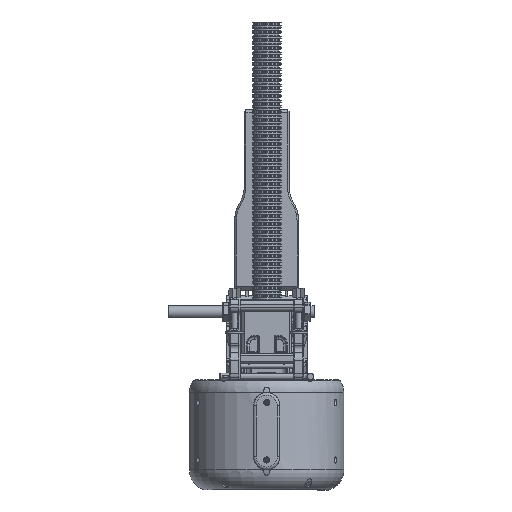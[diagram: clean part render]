
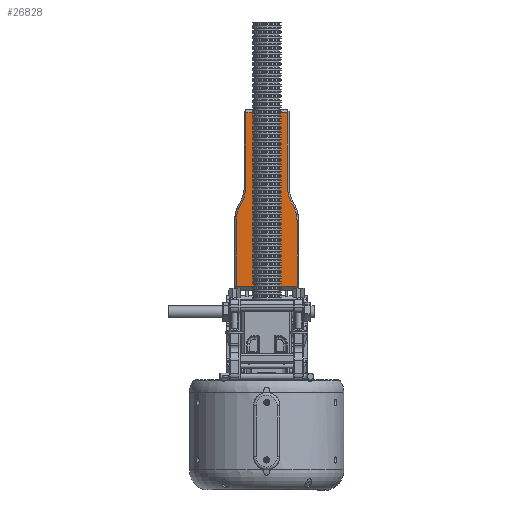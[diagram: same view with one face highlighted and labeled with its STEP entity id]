
A CAD part, front view. The second image highlights one B-rep face of the part: STEP entity #26828.
In plain terms, the highlighted planar face has unit normal (0, -1, 0).
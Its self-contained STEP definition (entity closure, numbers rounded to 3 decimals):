
#484 = CARTESIAN_POINT ( 'NONE',  ( -189.433, 364.518, 595.383 ) ) ;
#1482 = ORIENTED_EDGE ( 'NONE', *, *, #41263, .F. ) ;
#2540 = CARTESIAN_POINT ( 'NONE',  ( -222.231, 364.518, 269.383 ) ) ;
#3622 = VECTOR ( 'NONE', #131213, 1000. ) ;
#3799 = VERTEX_POINT ( 'NONE', #169532 ) ;
#5628 = LINE ( 'NONE', #8414, #135900 ) ;
#7409 = CARTESIAN_POINT ( 'NONE',  ( -229.183, 364.518, 392.735 ) ) ;
#7520 = CIRCLE ( 'NONE', #183184, 63. ) ;
#8414 = CARTESIAN_POINT ( 'NONE',  ( -211.183, 364.518, 456.698 ) ) ;
#11136 = CARTESIAN_POINT ( 'NONE',  ( -189.433, 364.518, 595.383 ) ) ;
#11836 = DIRECTION ( 'NONE',  ( 0., -1., 0. ) ) ;
#11944 = LINE ( 'NONE', #182988, #25845 ) ;
#12842 = LINE ( 'NONE', #111025, #167994 ) ;
#13413 = CARTESIAN_POINT ( 'NONE',  ( -229.183, 364.518, 269.383 ) ) ;
#13780 = ORIENTED_EDGE ( 'NONE', *, *, #159241, .T. ) ;
#16360 = EDGE_CURVE ( 'NONE', #165375, #26014, #177537, .T. ) ;
#17711 = VECTOR ( 'NONE', #22345, 1000. ) ;
#19732 = EDGE_CURVE ( 'NONE', #61991, #99364, #106770, .T. ) ;
#22345 = DIRECTION ( 'NONE',  ( -0.461, 0., -0.887 ) ) ;
#22432 = VECTOR ( 'NONE', #83766, 1000. ) ;
#22787 = CARTESIAN_POINT ( 'NONE',  ( -211.183, 364.518, 456.698 ) ) ;
#25845 = VECTOR ( 'NONE', #127791, 1000. ) ;
#26014 = VERTEX_POINT ( 'NONE', #162368 ) ;
#26246 = VERTEX_POINT ( 'NONE', #85540 ) ;
#26265 = CARTESIAN_POINT ( 'NONE',  ( -133.183, 364.518, 595.383 ) ) ;
#26828 = ADVANCED_FACE ( 'NONE', ( #113570 ), #142427, .T. ) ;
#29583 = VERTEX_POINT ( 'NONE', #155143 ) ;
#29901 = AXIS2_PLACEMENT_3D ( 'NONE', #175446, #35170, #146461 ) ;
#31138 = CARTESIAN_POINT ( 'NONE',  ( -121.596, 364.518, 419.001 ) ) ;
#34500 = ORIENTED_EDGE ( 'NONE', *, *, #16360, .T. ) ;
#35170 = DIRECTION ( 'NONE',  ( 0., 1., 0. ) ) ;
#35804 = AXIS2_PLACEMENT_3D ( 'NONE', #173095, #45034, #102058 ) ;
#37345 = ORIENTED_EDGE ( 'NONE', *, *, #118097, .F. ) ;
#37963 = ORIENTED_EDGE ( 'NONE', *, *, #45771, .T. ) ;
#38533 = LINE ( 'NONE', #64830, #143591 ) ;
#41263 = EDGE_CURVE ( 'NONE', #146101, #99364, #12842, .T. ) ;
#41564 = EDGE_CURVE ( 'NONE', #166496, #26246, #153724, .T. ) ;
#42436 = ORIENTED_EDGE ( 'NONE', *, *, #107074, .F. ) ;
#45034 = DIRECTION ( 'NONE',  ( 0., -1., 0. ) ) ;
#45093 = DIRECTION ( 'NONE',  ( 0., 0., -1. ) ) ;
#45771 = EDGE_CURVE ( 'NONE', #165887, #104877, #69880, .T. ) ;
#47855 = CARTESIAN_POINT ( 'NONE',  ( -274.183, 364.518, 456.698 ) ) ;
#49594 = EDGE_LOOP ( 'NONE', ( #1482, #13780, #118933, #136220, #104475, #34500, #73460, #133183, #37963, #111631, #127123, #107669, #42436, #167543, #113284, #103552, #37345, #74598 ) ) ;
#49909 = CARTESIAN_POINT ( 'NONE',  ( -203.231, 364.518, 588.43 ) ) ;
#50817 = DIRECTION ( 'NONE',  ( 1., 0., 0. ) ) ;
#51944 = DIRECTION ( 'NONE',  ( 1., 0., 0. ) ) ;
#54975 = VECTOR ( 'NONE', #173006, 1000. ) ;
#56579 = EDGE_CURVE ( 'NONE', #104877, #181068, #94890, .T. ) ;
#58101 = AXIS2_PLACEMENT_3D ( 'NONE', #143508, #11836, #158489 ) ;
#58351 = CARTESIAN_POINT ( 'NONE',  ( -154.933, 364.518, 595.383 ) ) ;
#61991 = VERTEX_POINT ( 'NONE', #58351 ) ;
#62636 = DIRECTION ( 'NONE',  ( 0., 0., -1. ) ) ;
#62754 = VECTOR ( 'NONE', #51944, 1000. ) ;
#64830 = CARTESIAN_POINT ( 'NONE',  ( -112.183, 364.518, 595.383 ) ) ;
#66438 = EDGE_CURVE ( 'NONE', #29583, #110372, #67837, .T. ) ;
#67837 = LINE ( 'NONE', #31138, #3622 ) ;
#67842 = CARTESIAN_POINT ( 'NONE',  ( -121.596, 364.518, 419.001 ) ) ;
#69880 = LINE ( 'NONE', #2540, #157143 ) ;
#73279 = LINE ( 'NONE', #119003, #163921 ) ;
#73460 = ORIENTED_EDGE ( 'NONE', *, *, #137155, .T. ) ;
#74505 = VERTEX_POINT ( 'NONE', #22787 ) ;
#74598 = ORIENTED_EDGE ( 'NONE', *, *, #19732, .T. ) ;
#78225 = EDGE_CURVE ( 'NONE', #153443, #181068, #151086, .T. ) ;
#82451 = EDGE_CURVE ( 'NONE', #3799, #29583, #173149, .T. ) ;
#83766 = DIRECTION ( 'NONE',  ( -1., 0., 0. ) ) ;
#85540 = CARTESIAN_POINT ( 'NONE',  ( -211.183, 364.518, 595.383 ) ) ;
#86562 = EDGE_CURVE ( 'NONE', #26246, #74505, #5628, .T. ) ;
#87251 = CARTESIAN_POINT ( 'NONE',  ( -122.258, 364.518, 269.383 ) ) ;
#87836 = CARTESIAN_POINT ( 'NONE',  ( -218.271, 364.518, 427.666 ) ) ;
#87910 = LINE ( 'NONE', #157111, #54975 ) ;
#94890 = LINE ( 'NONE', #182701, #62754 ) ;
#95531 = CARTESIAN_POINT ( 'NONE',  ( -154.933, 364.518, 589.43 ) ) ;
#96081 = DIRECTION ( 'NONE',  ( 1., 0., 0. ) ) ;
#99364 = VERTEX_POINT ( 'NONE', #154469 ) ;
#99655 = VECTOR ( 'NONE', #100433, 1000. ) ;
#100433 = DIRECTION ( 'NONE',  ( 0., 0., 1. ) ) ;
#101591 = CIRCLE ( 'NONE', #29901, 57. ) ;
#102058 = DIRECTION ( 'NONE',  ( 0., 0., -1. ) ) ;
#103552 = ORIENTED_EDGE ( 'NONE', *, *, #119687, .F. ) ;
#104475 = ORIENTED_EDGE ( 'NONE', *, *, #129112, .T. ) ;
#104877 = VERTEX_POINT ( 'NONE', #87251 ) ;
#106770 = LINE ( 'NONE', #95531, #125566 ) ;
#107074 = EDGE_CURVE ( 'NONE', #110372, #150176, #101591, .T. ) ;
#107669 = ORIENTED_EDGE ( 'NONE', *, *, #183087, .F. ) ;
#110194 = CARTESIAN_POINT ( 'NONE',  ( -222.771, 364.518, 419.001 ) ) ;
#110372 = VERTEX_POINT ( 'NONE', #67842 ) ;
#111025 = CARTESIAN_POINT ( 'NONE',  ( -203.231, 364.518, 589.43 ) ) ;
#111631 = ORIENTED_EDGE ( 'NONE', *, *, #56579, .T. ) ;
#112262 = CARTESIAN_POINT ( 'NONE',  ( -115.183, 364.518, 392.735 ) ) ;
#113284 = ORIENTED_EDGE ( 'NONE', *, *, #82451, .F. ) ;
#113570 = FACE_OUTER_BOUND ( 'NONE', #49594, .T. ) ;
#115549 = CARTESIAN_POINT ( 'NONE',  ( -122.136, 364.518, 269.383 ) ) ;
#118097 = EDGE_CURVE ( 'NONE', #61991, #147588, #38533, .T. ) ;
#118115 = DIRECTION ( 'NONE',  ( 0., 0., -1. ) ) ;
#118123 = DIRECTION ( 'NONE',  ( 0., -1., 0. ) ) ;
#118933 = ORIENTED_EDGE ( 'NONE', *, *, #41564, .T. ) ;
#119003 = CARTESIAN_POINT ( 'NONE',  ( -115.183, 364.518, 269.383 ) ) ;
#119613 = VERTEX_POINT ( 'NONE', #7409 ) ;
#119687 = EDGE_CURVE ( 'NONE', #147588, #3799, #11944, .T. ) ;
#121801 = DIRECTION ( 'NONE',  ( 0., 0., -1. ) ) ;
#124291 = CARTESIAN_POINT ( 'NONE',  ( -115.183, 364.518, 269.383 ) ) ;
#124924 = CARTESIAN_POINT ( 'NONE',  ( -112.183, 364.518, 269.383 ) ) ;
#125566 = VECTOR ( 'NONE', #178741, 1000. ) ;
#127123 = ORIENTED_EDGE ( 'NONE', *, *, #78225, .F. ) ;
#127791 = DIRECTION ( 'NONE',  ( 0., 0., -1. ) ) ;
#128473 = LINE ( 'NONE', #484, #99655 ) ;
#129112 = EDGE_CURVE ( 'NONE', #74505, #165375, #7520, .T. ) ;
#131213 = DIRECTION ( 'NONE',  ( 0.461, 0., -0.887 ) ) ;
#133183 = ORIENTED_EDGE ( 'NONE', *, *, #160051, .T. ) ;
#135900 = VECTOR ( 'NONE', #62636, 1000. ) ;
#136220 = ORIENTED_EDGE ( 'NONE', *, *, #86562, .T. ) ;
#137155 = EDGE_CURVE ( 'NONE', #26014, #119613, #174417, .T. ) ;
#138161 = VECTOR ( 'NONE', #155553, 1000. ) ;
#142427 = PLANE ( 'NONE',  #153011 ) ;
#143508 = CARTESIAN_POINT ( 'NONE',  ( -172.183, 364.518, 392.735 ) ) ;
#143591 = VECTOR ( 'NONE', #50817, 1000. ) ;
#146101 = VERTEX_POINT ( 'NONE', #183779 ) ;
#146461 = DIRECTION ( 'NONE',  ( 0., 0., -1. ) ) ;
#147588 = VERTEX_POINT ( 'NONE', #26265 ) ;
#150176 = VERTEX_POINT ( 'NONE', #112262 ) ;
#151086 = LINE ( 'NONE', #124924, #22432 ) ;
#153011 = AXIS2_PLACEMENT_3D ( 'NONE', #49909, #118123, #121801 ) ;
#153443 = VERTEX_POINT ( 'NONE', #124291 ) ;
#153724 = LINE ( 'NONE', #156498, #138161 ) ;
#154469 = CARTESIAN_POINT ( 'NONE',  ( -154.933, 364.518, 589.43 ) ) ;
#155143 = CARTESIAN_POINT ( 'NONE',  ( -126.096, 364.518, 427.666 ) ) ;
#155553 = DIRECTION ( 'NONE',  ( -1., 0., 0. ) ) ;
#156498 = CARTESIAN_POINT ( 'NONE',  ( -232.183, 364.518, 595.383 ) ) ;
#157111 = CARTESIAN_POINT ( 'NONE',  ( -229.183, 364.518, 269.383 ) ) ;
#157143 = VECTOR ( 'NONE', #160449, 1000. ) ;
#158489 = DIRECTION ( 'NONE',  ( 0., 0., -1. ) ) ;
#159241 = EDGE_CURVE ( 'NONE', #146101, #166496, #128473, .T. ) ;
#160047 = DIRECTION ( 'NONE',  ( 0., 1., 0. ) ) ;
#160051 = EDGE_CURVE ( 'NONE', #119613, #165887, #87910, .T. ) ;
#160449 = DIRECTION ( 'NONE',  ( 1., 0., 0. ) ) ;
#162368 = CARTESIAN_POINT ( 'NONE',  ( -222.771, 364.518, 419.001 ) ) ;
#163921 = VECTOR ( 'NONE', #118115, 1000. ) ;
#165375 = VERTEX_POINT ( 'NONE', #87836 ) ;
#165887 = VERTEX_POINT ( 'NONE', #13413 ) ;
#166496 = VERTEX_POINT ( 'NONE', #11136 ) ;
#167543 = ORIENTED_EDGE ( 'NONE', *, *, #66438, .F. ) ;
#167994 = VECTOR ( 'NONE', #96081, 1000. ) ;
#169532 = CARTESIAN_POINT ( 'NONE',  ( -133.183, 364.518, 456.698 ) ) ;
#173006 = DIRECTION ( 'NONE',  ( 0., 0., -1. ) ) ;
#173095 = CARTESIAN_POINT ( 'NONE',  ( -70.183, 364.518, 456.698 ) ) ;
#173149 = CIRCLE ( 'NONE', #35804, 63. ) ;
#174417 = CIRCLE ( 'NONE', #58101, 57. ) ;
#175446 = CARTESIAN_POINT ( 'NONE',  ( -172.183, 364.518, 392.735 ) ) ;
#177537 = LINE ( 'NONE', #110194, #17711 ) ;
#178741 = DIRECTION ( 'NONE',  ( 0., 0., -1. ) ) ;
#181068 = VERTEX_POINT ( 'NONE', #115549 ) ;
#182701 = CARTESIAN_POINT ( 'NONE',  ( -222.231, 364.518, 269.383 ) ) ;
#182988 = CARTESIAN_POINT ( 'NONE',  ( -133.183, 364.518, 456.698 ) ) ;
#183087 = EDGE_CURVE ( 'NONE', #150176, #153443, #73279, .T. ) ;
#183184 = AXIS2_PLACEMENT_3D ( 'NONE', #47855, #160047, #45093 ) ;
#183779 = CARTESIAN_POINT ( 'NONE',  ( -189.433, 364.518, 589.43 ) ) ;
